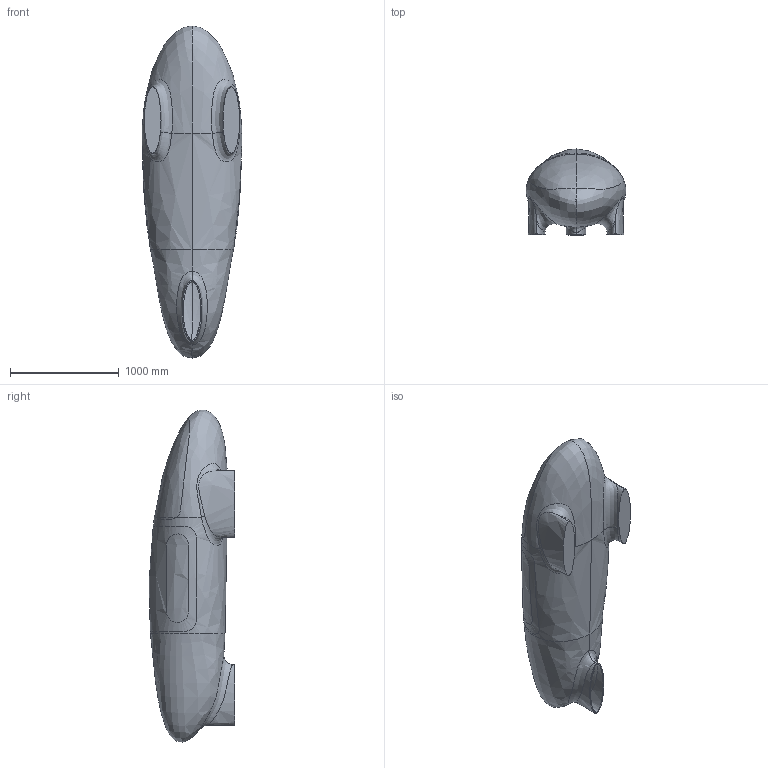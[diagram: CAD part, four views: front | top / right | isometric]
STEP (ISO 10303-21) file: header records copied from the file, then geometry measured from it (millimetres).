
FILE_DESCRIPTION(('FreeCAD Model'),'2;1');
FILE_NAME('Open CASCADE Shape Model','2025-05-04T08:48:28',('FreeCAD'),( 'FreeCAD'),'Open CASCADE STEP processor 7.6','FreeCAD','Unknown');
FILE_SCHEMA(('AUTOMOTIVE_DESIGN { 1 0 10303 214 1 1 1 1 }'));
Products named in the file (1): Open CASCADE STEP translator 7.6 1
Bounding box: 914.16 x 787.94 x 3049.26 mm (x, y, z)
Volume: 73473878.9 mm3; surface area: 15725987.2 mm2
Topology: 13 solids, 13 shells, 249 faces, 667 edges, 441 vertices
Faces by surface type: bspline 249
Entity records: 228073 total; most frequent: CARTESIAN_POINT 224125, ORIENTED_EDGE 1334, EDGE_CURVE 667, B_SPLINE_CURVE_WITH_KNOTS 533, VERTEX_POINT 441, FACE_BOUND 270, EDGE_LOOP 270, ADVANCED_FACE 249
